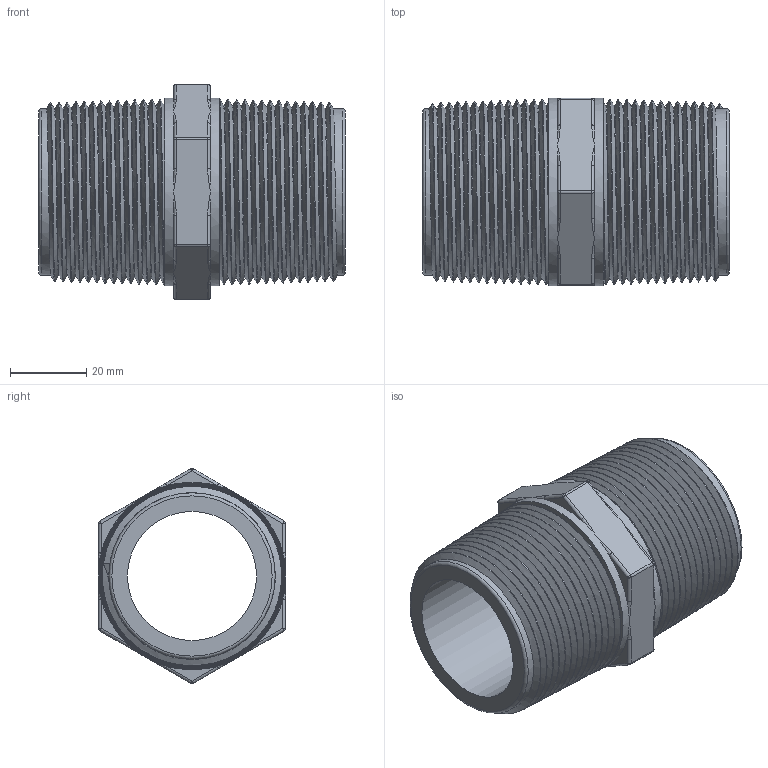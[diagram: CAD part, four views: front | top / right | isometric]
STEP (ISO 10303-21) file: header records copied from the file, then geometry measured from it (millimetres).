
FILE_DESCRIPTION((''),'2;1');
FILE_NAME('NIP150-3.stp','2013-05-09T10:37:30',('mclevenger'),(''),'Autodesk Inventor 2013','Autodesk Inventor 2013','');
FILE_SCHEMA(('AUTOMOTIVE_DESIGN { 1 0 10303 214 1 1 1 1 }'));
Length unit declared in the file: inch
Products named in the file (1): NIP150-3
Bounding box: 80.26 x 49.02 x 56.37 mm (x, y, z)
Volume: 66048.9 mm3; surface area: 29447.2 mm2
Topology: 1 solids, 1 shells, 135 faces, 337 edges, 182 vertices
Faces by surface type: bspline 34, cylinder 33, cone 30, plane 24, sphere 12, torus 2
Full cylindrical faces by diameter (mm): 33.782 x1, 49.022 x2
Entity records: 10354 total; most frequent: CARTESIAN_POINT 8184, ORIENTED_EDGE 448, DIRECTION 422, EDGE_CURVE 224, AXIS2_PLACEMENT_3D 180, VERTEX_POINT 128, EDGE_LOOP 118, FACE_OUTER_BOUND 107
